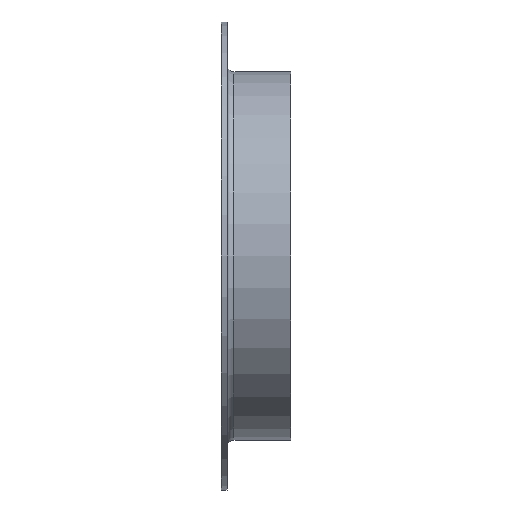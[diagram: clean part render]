
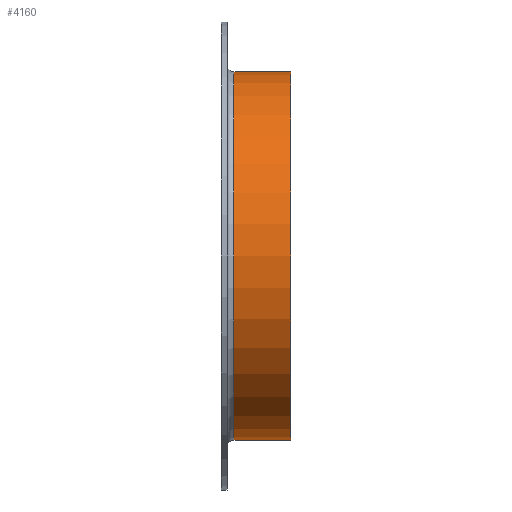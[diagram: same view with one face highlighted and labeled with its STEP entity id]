
A CAD part, front view. The second image highlights one B-rep face of the part: STEP entity #4160.
In plain terms, the highlighted cylindrical face has radius 79.5 mm (diameter 159 mm), a full revolution.
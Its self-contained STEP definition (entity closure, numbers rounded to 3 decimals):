
#882 = EDGE_CURVE ( 'NONE', #12537, #12537, #8455, .T. ) ;
#901 = AXIS2_PLACEMENT_3D ( 'NONE', #12549, #5960, #1515 ) ;
#997 = EDGE_CURVE ( 'NONE', #6844, #6844, #10356, .T. ) ;
#1073 = DIRECTION ( 'NONE',  ( 0., 0., 1. ) ) ;
#1515 = DIRECTION ( 'NONE',  ( 0., 0., 1. ) ) ;
#1933 = DIRECTION ( 'NONE',  ( 0., 0., 1. ) ) ;
#3026 = ORIENTED_EDGE ( 'NONE', *, *, #882, .T. ) ;
#3205 = CYLINDRICAL_SURFACE ( 'NONE', #11649, 79.5 ) ;
#3402 = EDGE_LOOP ( 'NONE', ( #6832 ) ) ;
#3967 = AXIS2_PLACEMENT_3D ( 'NONE', #10162, #7639, #1933 ) ;
#4160 = ADVANCED_FACE ( 'NONE', ( #10096, #8709 ), #3205, .T. ) ;
#5960 = DIRECTION ( 'NONE',  ( -1., 0., 0. ) ) ;
#6786 = EDGE_LOOP ( 'NONE', ( #3026 ) ) ;
#6832 = ORIENTED_EDGE ( 'NONE', *, *, #997, .T. ) ;
#6844 = VERTEX_POINT ( 'NONE', #13767 ) ;
#7639 = DIRECTION ( 'NONE',  ( 1., 0., 0. ) ) ;
#7653 = DIRECTION ( 'NONE',  ( -1., 0., 0. ) ) ;
#8455 = CIRCLE ( 'NONE', #901, 79.5 ) ;
#8709 = FACE_OUTER_BOUND ( 'NONE', #6786, .T. ) ;
#9881 = CARTESIAN_POINT ( 'NONE',  ( 0., 0., 0. ) ) ;
#10096 = FACE_OUTER_BOUND ( 'NONE', #3402, .T. ) ;
#10162 = CARTESIAN_POINT ( 'NONE',  ( 5.5, 0., 0. ) ) ;
#10356 = CIRCLE ( 'NONE', #3967, 79.5 ) ;
#11649 = AXIS2_PLACEMENT_3D ( 'NONE', #9881, #7653, #1073 ) ;
#12459 = CARTESIAN_POINT ( 'NONE',  ( 30., 0., 79.5 ) ) ;
#12537 = VERTEX_POINT ( 'NONE', #12459 ) ;
#12549 = CARTESIAN_POINT ( 'NONE',  ( 30., 0., 0. ) ) ;
#13767 = CARTESIAN_POINT ( 'NONE',  ( 5.5, 0., 79.5 ) ) ;
